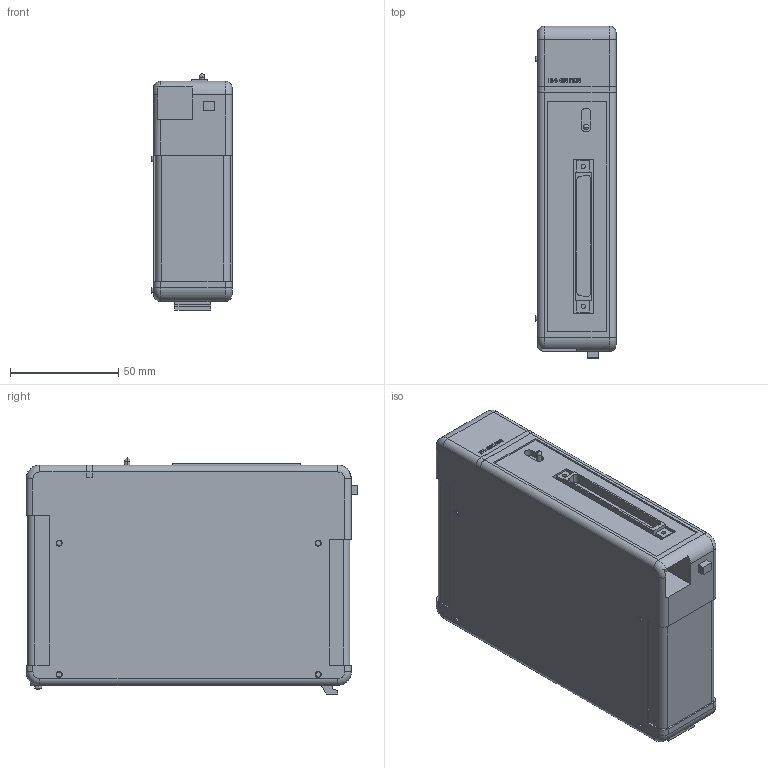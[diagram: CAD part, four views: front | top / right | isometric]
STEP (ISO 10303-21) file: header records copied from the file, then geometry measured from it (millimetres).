
FILE_DESCRIPTION (( 'STEP AP214' ), '1' );
FILE_NAME ('D4-32TD2.step', '2014-09-23T18:04:00', ( '' ), ( '' ), 'SwSTEP 2.0', 'SolidWorks 2014', '' );
FILE_SCHEMA (( 'AUTOMOTIVE_DESIGN' ));
Length unit declared in the file: inch
Products named in the file (1): D4-32TD2
Bounding box: 36.96 x 153.03 x 108.84 mm (x, y, z)
Volume: 525454.3 mm3; surface area: 53931.4 mm2
Topology: 2 solids, 2 shells, 301 faces, 780 edges, 513 vertices
Faces by surface type: plane 185, bspline 48, cylinder 46, torus 10, cone 10, sphere 2
Entity records: 14892 total; most frequent: CARTESIAN_POINT 4261, ORIENTED_EDGE 1550, DIRECTION 1307, EDGE_CURVE 775, VECTOR 551, LINE 551, VERTEX_POINT 510, AXIS2_PLACEMENT_3D 378
